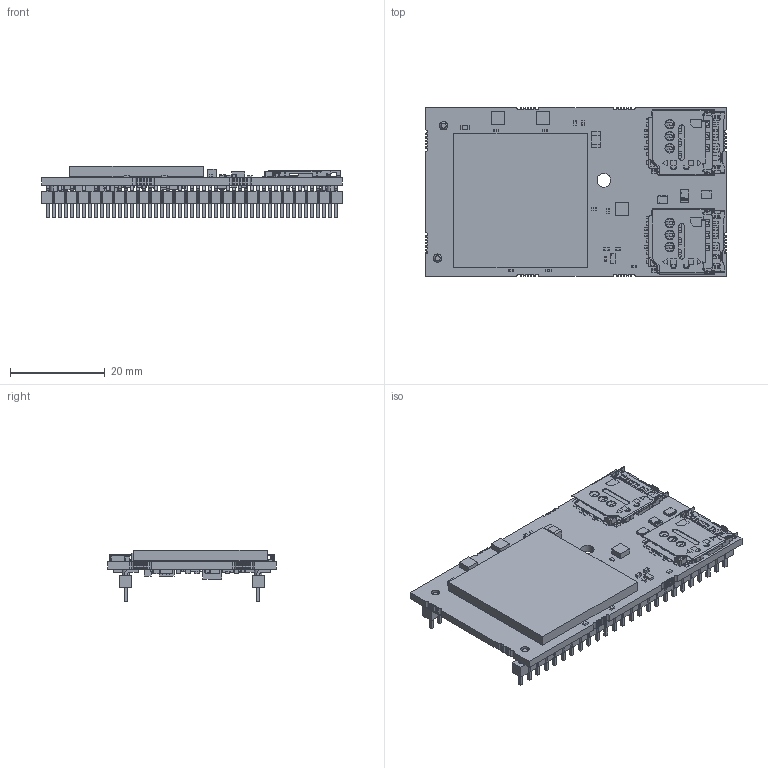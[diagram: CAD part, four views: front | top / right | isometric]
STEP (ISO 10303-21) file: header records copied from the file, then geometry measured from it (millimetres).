
FILE_DESCRIPTION (( 'STEP AP214' ), '1' );
FILE_NAME ('PB2498r1-1UP-SUB-ASSBLY-V1.STEP', '2020-03-24T17:42:11', ( '' ), ( '' ), 'SwSTEP 2.0', 'SolidWorks 2019', '' );
FILE_SCHEMA (( 'AUTOMOTIVE_DESIGN' ));
Length unit declared in the file: millimetre
Products named in the file (429): 6162092800.step; R5-PB2498R1.step; R3-PB2498R1.step; 6162095600.step; 6177714192.step; CR1-PB2498R1.step; 6162093200.step; Extruded-24.step; 6162090960.step; 6177714832.step; C33-PB2498R1.step; Extruded-25.step; 6177707232.step; R18-PB2498R1.step; Cylinder-41.step; 6162097600.step; 6177022784.step; TPS259271DRCT--3DModel-STEP-56544.step; 6177396256.step; 6177402416.step; Extruded-31.step; 6162094240.step; Sphere-47.step; 6177392416.step; 6162088320.step; C14-PB2498R1.step; TSM-124-04-L-SV-A.step; 6177718112.step; 6162095280.step; C5-PB2498R1.step; D1-PB2498R1.step; Extruded-3.step; 6177712752.step; U12-PB2498R1.step; 6162096960.step; 6177396656.step; Extruded-17.step; Extruded-32.step; 6162094480.step; 6177029344.step ...
Assembly tree (652 placements, depth 5):
  PB2498r1-1UP-SUB-ASSBLY-V1
    PB2498R1-3D-1UP.step
      Board-PB2498R1.step
        Open CASCADE STEP translator 6.8 1.1.1.step
          Open CASCADE STEP translator 6.8 1.1.1.1.step
      CR2-PB2498R1.step
        DPV8_1P7X0P4.step
      CR1-PB2498R1.step
        DPV8_1P7X0P4.step
      R12-PB2498R1.step
        6162090960.step
          Extruded.step
        6162090960.step
          Extruded.step
        6162090480.step
          Extruded-0.step
      C35-PB2498R1.step
        6177713712.step
          Extruded-1.step
        6177714192.step
          Extruded-2.step
        6177714192.step
          Extruded-2.step
      C36-PB2498R1.step
        6177713712.step
          Extruded-1.step
        6177714192.step
          Extruded-2.step
        6177714192.step
          Extruded-2.step
      U12-PB2498R1.step
        6162093200.step
          Extruded-3.step
        6162092800.step
          Cylinder.step
        6162092400.step
          Extruded-4.step
        6162096240.step
          Extruded-5.step
        6162093200.step
          Extruded-3.step
        6162093200.step
          Extruded-3.step
        6162093200.step
          Extruded-3.step
        6162093200.step
          Extruded-3.step
        6162093200.step
          Extruded-3.step
        6162093200.step
          Extruded-3.step
      U13-PB2498R1.step
        6177402416.step
          Extruded-6.step
        6177402176.step
          Cylinder-7.step
        6177401776.step
          Extruded-8.step
        6177401616.step
          Extruded-9.step
Bounding box: 63.5 x 35.56 x 10.87 mm (x, y, z)
Volume: 6545.2 mm3; surface area: 12125.2 mm2
Topology: 312 solids, 334 shells, 5697 faces, 14820 edges, 9868 vertices
Faces by surface type: plane 4509, cylinder 1026, bspline 122, sphere 32, cone 8
Entity records: 131388 total; most frequent: CARTESIAN_POINT 28862, ORIENTED_EDGE 18936, DIRECTION 18932, EDGE_CURVE 9484, VECTOR 7732, LINE 7732, VERTEX_POINT 6314, AXIS2_PLACEMENT_3D 5600
